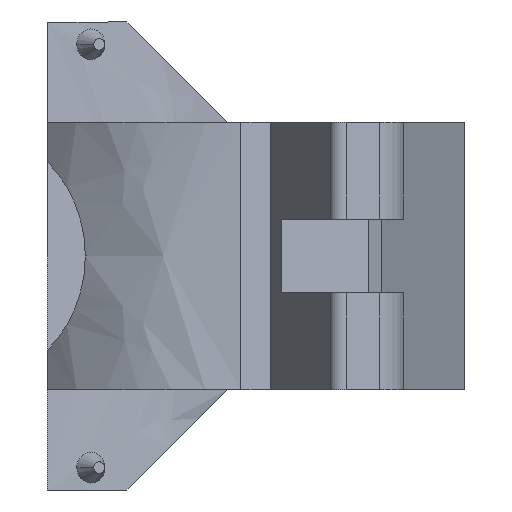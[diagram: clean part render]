
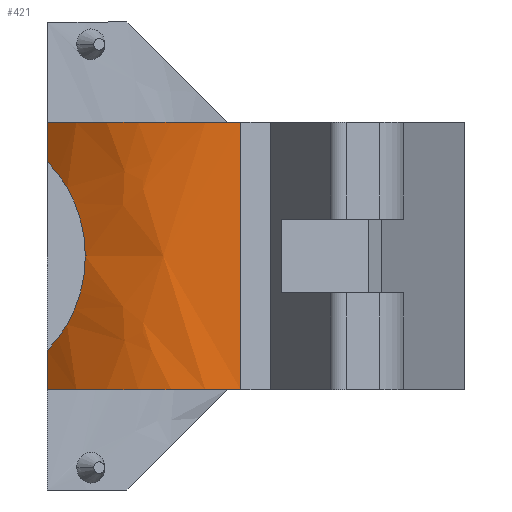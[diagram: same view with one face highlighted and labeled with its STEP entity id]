
A CAD part, front view. The second image highlights one B-rep face of the part: STEP entity #421.
In plain terms, the highlighted free-form (B-spline) face has degree [2, 1] with [3, 2] control points.
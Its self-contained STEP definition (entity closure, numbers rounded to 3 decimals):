
#6 = CARTESIAN_POINT ( 'NONE',  ( -2.492, -47.968, -8.24 ) ) ;
#7 = CARTESIAN_POINT ( 'NONE',  ( -0.572, -49.323, 3.605 ) ) ;
#31 = CARTESIAN_POINT ( 'NONE',  ( 17.543, -52.867, 15.24 ) ) ;
#74 = VERTEX_POINT ( 'NONE', #1601 ) ;
#137 = CARTESIAN_POINT ( 'NONE',  ( -0.999, -49.042, -5.091 ) ) ;
#149 = CARTESIAN_POINT ( 'NONE',  ( 5.226, -55.088, 15.24 ) ) ;
#158 = CARTESIAN_POINT ( 'NONE',  ( -1.171, -48.926, -5.568 ) ) ;
#161 = VERTEX_POINT ( 'NONE', #1807 ) ;
#178 = CARTESIAN_POINT ( 'NONE',  ( -0.997, -49.043, 5.084 ) ) ;
#198 = CARTESIAN_POINT ( 'NONE',  ( -3.016, -47.557, 9.021 ) ) ;
#204 = CARTESIAN_POINT ( 'NONE',  ( -4.509, -46.281, -15.24 ) ) ;
#243 = ORIENTED_EDGE ( 'NONE', *, *, #301, .T. ) ;
#297 = CARTESIAN_POINT ( 'NONE',  ( -3.876, -46.853, -10.134 ) ) ;
#301 = EDGE_CURVE ( 'NONE', #1490, #161, #1464, .T. ) ;
#309 = CARTESIAN_POINT ( 'NONE',  ( -2.238, -48.16, -7.82 ) ) ;
#312 = CARTESIAN_POINT ( 'NONE',  ( 17.543, -52.867, 15.24 ) ) ;
#320 = CARTESIAN_POINT ( 'NONE',  ( -0.7, -49.241, -4.111 ) ) ;
#323 = CARTESIAN_POINT ( 'NONE',  ( 5.226, -55.088, 15.24 ) ) ;
#324 = ORIENTED_EDGE ( 'NONE', *, *, #1104, .T. ) ;
#355 = EDGE_CURVE ( 'NONE', #2089, #487, #992, .T. ) ;
#378 = CARTESIAN_POINT ( 'NONE',  ( -4.509, -46.281, 15.24 ) ) ;
#421 = ADVANCED_FACE ( 'NONE', ( #2178 ), #2088, .F. ) ;
#472 = CARTESIAN_POINT ( 'NONE',  ( 17.543, -52.867, 15.24 ) ) ;
#474 = CARTESIAN_POINT ( 'NONE',  ( -4.509, -46.281, -15.24 ) ) ;
#483 = CARTESIAN_POINT ( 'NONE',  ( -4.509, -46.281, -10.752 ) ) ;
#487 = VERTEX_POINT ( 'NONE', #1674 ) ;
#533 = CARTESIAN_POINT ( 'NONE',  ( -0.293, -49.502, 2.085 ) ) ;
#544 = CARTESIAN_POINT ( 'NONE',  ( -3.887, -46.832, 10.111 ) ) ;
#555 = CARTESIAN_POINT ( 'NONE',  ( -4.509, -46.281, 10.752 ) ) ;
#662 = CARTESIAN_POINT ( 'NONE',  ( -4.509, -46.281, 15.24 ) ) ;
#680 = EDGE_CURVE ( 'NONE', #74, #487, #1686, .T. ) ;
#682 = VECTOR ( 'NONE', #1342, 1000. ) ;
#684 = CARTESIAN_POINT ( 'NONE',  ( -1.556, -48.657, -6.495 ) ) ;
#694 = CARTESIAN_POINT ( 'NONE',  ( -0.698, -49.242, 4.102 ) ) ;
#699 = CARTESIAN_POINT ( 'NONE',  ( 5.226, -55.088, -15.24 ) ) ;
#742 = DIRECTION ( 'NONE',  ( 0., 0., -1. ) ) ;
#812 = CARTESIAN_POINT ( 'NONE',  ( 17.543, -52.867, 15.24 ) ) ;
#852 = B_SPLINE_CURVE_WITH_KNOTS ( 'NONE', 3,
 ( #2059, #1071, #2070, #533, #1212, #7, #694, #178, #1898, #1049, #1731, #198, #1907, #544, #1564, #555 ),
 .UNSPECIFIED., .F., .F.,
 ( 4, 2, 2, 2, 2, 2, 2, 4 ),
 ( 0.012, 0.014, 0.016, 0.017, 0.019, 0.022, 0.023, 0.025 ),
 .UNSPECIFIED. ) ;
#870 = CARTESIAN_POINT ( 'NONE',  ( -4.509, -46.281, -10.752 ) ) ;
#988 = CARTESIAN_POINT ( 'NONE',  ( -1.77, -48.505, -6.946 ) ) ;
#992 = LINE ( 'NONE', #812, #682 ) ;
#1000 = CARTESIAN_POINT ( 'NONE',  ( -0.572, -49.324, -3.605 ) ) ;
#1049 = CARTESIAN_POINT ( 'NONE',  ( -1.75, -48.522, 6.961 ) ) ;
#1053 = CARTESIAN_POINT ( 'NONE',  ( 17.543, -52.867, -15.24 ) ) ;
#1071 = CARTESIAN_POINT ( 'NONE',  ( -0.163, -49.583, 0.522 ) ) ;
#1100 = DIRECTION ( 'NONE',  ( 0., 0., -1. ) ) ;
#1104 = EDGE_CURVE ( 'NONE', #2073, #74, #1589, .T. ) ;
#1212 = CARTESIAN_POINT ( 'NONE',  ( -0.37, -49.453, 2.596 ) ) ;
#1247 = VECTOR ( 'NONE', #1100, 1000. ) ;
#1277 = ORIENTED_EDGE ( 'NONE', *, *, #1466, .F. ) ;
#1286 = CARTESIAN_POINT ( 'NONE',  ( -4.509, -46.281, 15.24 ) ) ;
#1338 = B_SPLINE_CURVE_WITH_KNOTS ( 'NONE', 3,
 ( #483, #297, #1537, #6, #309, #988, #684, #158, #137, #320, #1000, #1349, #1678, #2023 ),
 .UNSPECIFIED., .F., .F.,
 ( 4, 2, 2, 2, 2, 2, 4 ),
 ( 0., 0.003, 0.005, 0.006, 0.008, 0.009, 0.012 ),
 .UNSPECIFIED. ) ;
#1342 = DIRECTION ( 'NONE',  ( 0., 0., -1. ) ) ;
#1344 = EDGE_CURVE ( 'NONE', #1490, #2089, #1786, .T. ) ;
#1349 = CARTESIAN_POINT ( 'NONE',  ( -0.266, -49.52, -2.077 ) ) ;
#1351 = ORIENTED_EDGE ( 'NONE', *, *, #1344, .F. ) ;
#1464 = LINE ( 'NONE', #1479, #1247 ) ;
#1466 = EDGE_CURVE ( 'NONE', #1496, #161, #852, .T. ) ;
#1479 = CARTESIAN_POINT ( 'NONE',  ( -4.509, -46.281, 15.24 ) ) ;
#1490 = VERTEX_POINT ( 'NONE', #378 ) ;
#1496 = VERTEX_POINT ( 'NONE', #1955 ) ;
#1537 = CARTESIAN_POINT ( 'NONE',  ( -3.289, -47.342, -9.428 ) ) ;
#1549 = ORIENTED_EDGE ( 'NONE', *, *, #680, .T. ) ;
#1564 = CARTESIAN_POINT ( 'NONE',  ( -4.193, -46.566, 10.443 ) ) ;
#1589 = LINE ( 'NONE', #1286, #1994 ) ;
#1601 = CARTESIAN_POINT ( 'NONE',  ( -4.509, -46.281, -15.24 ) ) ;
#1674 = CARTESIAN_POINT ( 'NONE',  ( 17.543, -52.867, -15.24 ) ) ;
#1678 = CARTESIAN_POINT ( 'NONE',  ( -0.163, -49.583, -1.045 ) ) ;
#1686 = B_SPLINE_CURVE_WITH_KNOTS ( 'NONE', 2,
 ( #204, #699, #1053 ),
 .UNSPECIFIED., .F., .F.,
 ( 3, 3 ),
 ( 0., 1. ),
 .UNSPECIFIED. ) ;
#1731 = CARTESIAN_POINT ( 'NONE',  ( -2.215, -48.186, 7.825 ) ) ;
#1786 = B_SPLINE_CURVE_WITH_KNOTS ( 'NONE', 2,
 ( #662, #149, #472 ),
 .UNSPECIFIED., .F., .F.,
 ( 3, 3 ),
 ( 0., 1. ),
 .UNSPECIFIED. ) ;
#1807 = CARTESIAN_POINT ( 'NONE',  ( -4.509, -46.281, 10.752 ) ) ;
#1839 = CARTESIAN_POINT ( 'NONE',  ( 5.226, -55.088, -15.24 ) ) ;
#1898 = CARTESIAN_POINT ( 'NONE',  ( -1.171, -48.926, 5.568 ) ) ;
#1907 = CARTESIAN_POINT ( 'NONE',  ( -3.299, -47.327, 9.401 ) ) ;
#1955 = CARTESIAN_POINT ( 'NONE',  ( -0.163, -49.583, 0. ) ) ;
#1992 = EDGE_LOOP ( 'NONE', ( #2148, #324, #1549, #2051, #1351, #243, #1277 ) ) ;
#1994 = VECTOR ( 'NONE', #742, 1000. ) ;
#2004 = CARTESIAN_POINT ( 'NONE',  ( -4.509, -46.281, 15.24 ) ) ;
#2013 = CARTESIAN_POINT ( 'NONE',  ( 17.543, -52.867, -15.24 ) ) ;
#2023 = CARTESIAN_POINT ( 'NONE',  ( -0.163, -49.583, 0. ) ) ;
#2040 = EDGE_CURVE ( 'NONE', #2073, #1496, #1338, .T. ) ;
#2051 = ORIENTED_EDGE ( 'NONE', *, *, #355, .F. ) ;
#2059 = CARTESIAN_POINT ( 'NONE',  ( -0.163, -49.583, 0. ) ) ;
#2070 = CARTESIAN_POINT ( 'NONE',  ( -0.19, -49.567, 1.049 ) ) ;
#2073 = VERTEX_POINT ( 'NONE', #870 ) ;
#2088 = B_SPLINE_SURFACE_WITH_KNOTS ( 'NONE', 2, 1, ( 
 ( #2004, #474 ),
 ( #323, #1839 ),
 ( #312, #2013 ) ),
 .UNSPECIFIED., .F., .F., .F.,
 ( 3, 3 ),
 ( 2, 2 ),
 ( 0., 1. ),
 ( 0., 1. ),
 .UNSPECIFIED. ) ;
#2089 = VERTEX_POINT ( 'NONE', #31 ) ;
#2148 = ORIENTED_EDGE ( 'NONE', *, *, #2040, .F. ) ;
#2178 = FACE_OUTER_BOUND ( 'NONE', #1992, .T. ) ;
